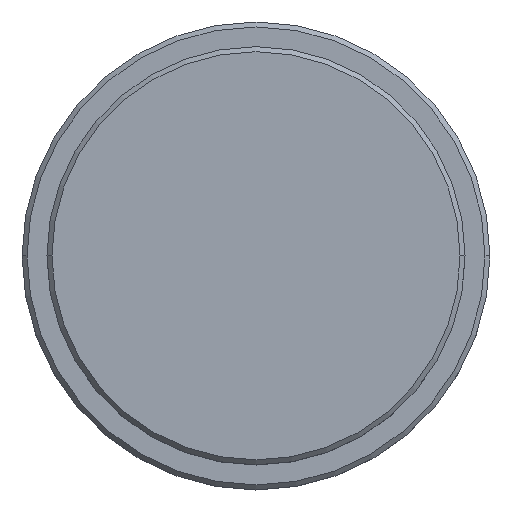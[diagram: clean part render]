
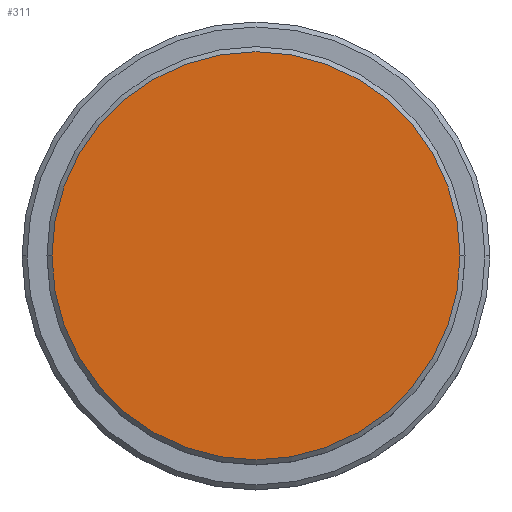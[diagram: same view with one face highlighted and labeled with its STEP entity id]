
A CAD part, top view. The second image highlights one B-rep face of the part: STEP entity #311.
In plain terms, the highlighted planar face has unit normal (0, 0, 1).
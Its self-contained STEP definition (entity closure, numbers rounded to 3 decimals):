
#243 = PLANE ( 'NONE',  #869 ) ;
#311 = ADVANCED_FACE ( 'NONE', ( #1233 ), #243, .T. ) ;
#313 = CARTESIAN_POINT ( 'NONE',  ( 0., 0., 0. ) ) ;
#384 = AXIS2_PLACEMENT_3D ( 'NONE', #1387, #1040, #613 ) ;
#500 = AXIS2_PLACEMENT_3D ( 'NONE', #313, #642, #1294 ) ;
#542 = EDGE_CURVE ( 'NONE', #1081, #655, #1270, .T. ) ;
#613 = DIRECTION ( 'NONE',  ( 1., 0., 0. ) ) ;
#642 = DIRECTION ( 'NONE',  ( 0., 0., 1. ) ) ;
#655 = VERTEX_POINT ( 'NONE', #1213 ) ;
#716 = DIRECTION ( 'NONE',  ( 0., 0., 1. ) ) ;
#724 = CARTESIAN_POINT ( 'NONE',  ( 0., 0., 0. ) ) ;
#790 = EDGE_LOOP ( 'NONE', ( #911, #883 ) ) ;
#838 = CARTESIAN_POINT ( 'NONE',  ( -20.5, 0., 0. ) ) ;
#843 = CIRCLE ( 'NONE', #384, 20.5 ) ;
#869 = AXIS2_PLACEMENT_3D ( 'NONE', #724, #716, #1179 ) ;
#883 = ORIENTED_EDGE ( 'NONE', *, *, #1018, .T. ) ;
#911 = ORIENTED_EDGE ( 'NONE', *, *, #542, .T. ) ;
#1018 = EDGE_CURVE ( 'NONE', #655, #1081, #843, .T. ) ;
#1040 = DIRECTION ( 'NONE',  ( 0., 0., 1. ) ) ;
#1081 = VERTEX_POINT ( 'NONE', #838 ) ;
#1179 = DIRECTION ( 'NONE',  ( 1., 0., 0. ) ) ;
#1213 = CARTESIAN_POINT ( 'NONE',  ( 20.5, 0., 0. ) ) ;
#1233 = FACE_OUTER_BOUND ( 'NONE', #790, .T. ) ;
#1270 = CIRCLE ( 'NONE', #500, 20.5 ) ;
#1294 = DIRECTION ( 'NONE',  ( 1., 0., 0. ) ) ;
#1387 = CARTESIAN_POINT ( 'NONE',  ( 0., 0., 0. ) ) ;
